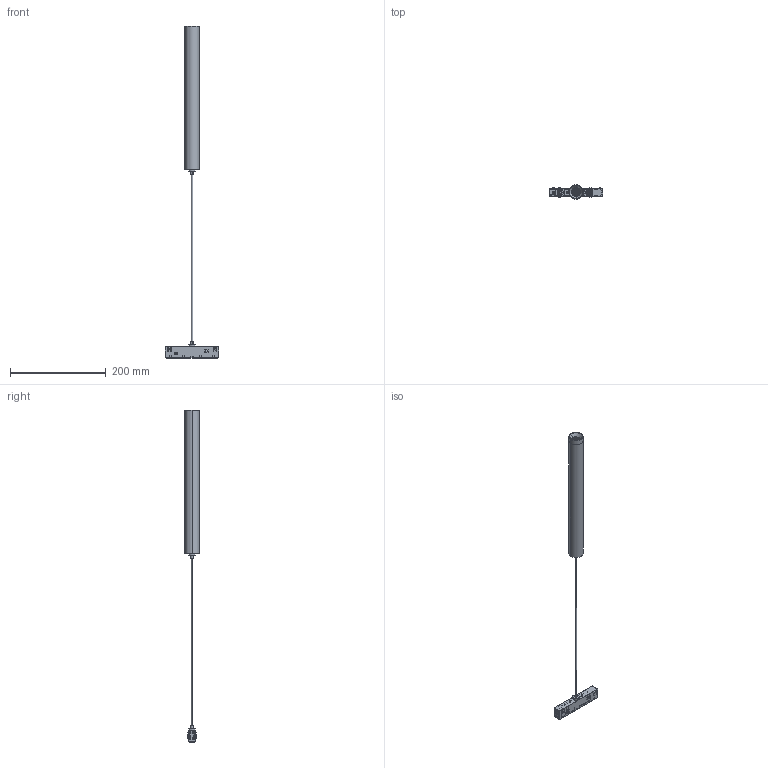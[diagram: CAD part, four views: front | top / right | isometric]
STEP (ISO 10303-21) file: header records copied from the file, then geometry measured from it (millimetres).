
FILE_DESCRIPTION (( 'STEP AP203' ), '1' );
FILE_NAME ('206-A1.STEP', '2022-06-10T07:15:21', ( 'ylmfeng' ), ( 'ylmfeng.com' ), 'SwSTEP 2.0', 'SolidWorks 2017', '' );
FILE_SCHEMA (( 'CONFIG_CONTROL_DESIGN' ));
Length unit declared in the file: millimetre
Products named in the file (26): 傻遴萇埭碟奻裔-12; 25X5X2棠沺; 3535嫖埭臏價啣; flat head screw_am_B18.6.7M - M2 x 0.4 x 4 Type I Cross Recessed FHMS --4N; T倰; flat head screw_am_B18.6.7M - M3 x 0.5 x 6 Type I Cross Recessed FHMS --6N; ｶﾌｿ鋙釀ｴｺﾐ ﾗｰﾅ莽ｼ; 傻遴萇埭碟狟裔-12; 206-A1; 絳萇肣え-A; 綴裔; 郪磁极; 萇埭碟偌瑩-12; cable01; H68W-LL01CRKI25H2（3D)(1); 磁吸驱动-声普; T倰肣璃; 絳萇肣え-B; 散热板; 300臏奪; 棠沺遺; Dia30 ヶ遠; 棠沺裔啣; LL01CR-NE40L06-NC(2); LL01CR-NExx; 棠沺郪璃
Assembly tree (31 placements, depth 4):
  206-A1
    300臏奪
    散热板
    flat head screw_am_B18.6.7M - M3 x 0.5 x 6 Type I Cross Recessed FHMS --6N  x2
    3535嫖埭臏價啣
    flat head screw_am_B18.6.7M - M2 x 0.4 x 4 Type I Cross Recessed FHMS --4N  x2
    LL01CR-NExx
      H68W-LL01CRKI25H2（3D)(1)
      LL01CR-NE40L06-NC(2)
    Dia30 ヶ遠
    綴裔
    郪磁极  x2
      T倰肣璃
      T倰
    cable01
    ｶﾌｿ鋙釀ｴｺﾐ ﾗｰﾅ莽ｼ
      傻遴萇埭碟狟裔-12
      絳萇肣え-A  x2
      絳萇肣え-B  x2
      傻遴萇埭碟奻裔-12
      棠沺郪璃  x2
        棠沺遺
        25X5X2棠沺
      萇埭碟偌瑩-12
      磁吸驱动-声普
      棠沺裔啣
Bounding box: 113 x 30 x 695.08 mm (x, y, z)
Volume: 92478.1 mm3; surface area: 112654.7 mm2
Topology: 29 solids, 29 shells, 2105 faces, 5640 edges, 3618 vertices
Faces by surface type: plane 1073, bspline 562, cylinder 408, cone 50, torus 10, sphere 2
Entity records: 70521 total; most frequent: CARTESIAN_POINT 25809, ORIENTED_EDGE 9886, DIRECTION 6827, EDGE_CURVE 4943, VERTEX_POINT 3210, VECTOR 2983, LINE 2983, EDGE_LOOP 1961
